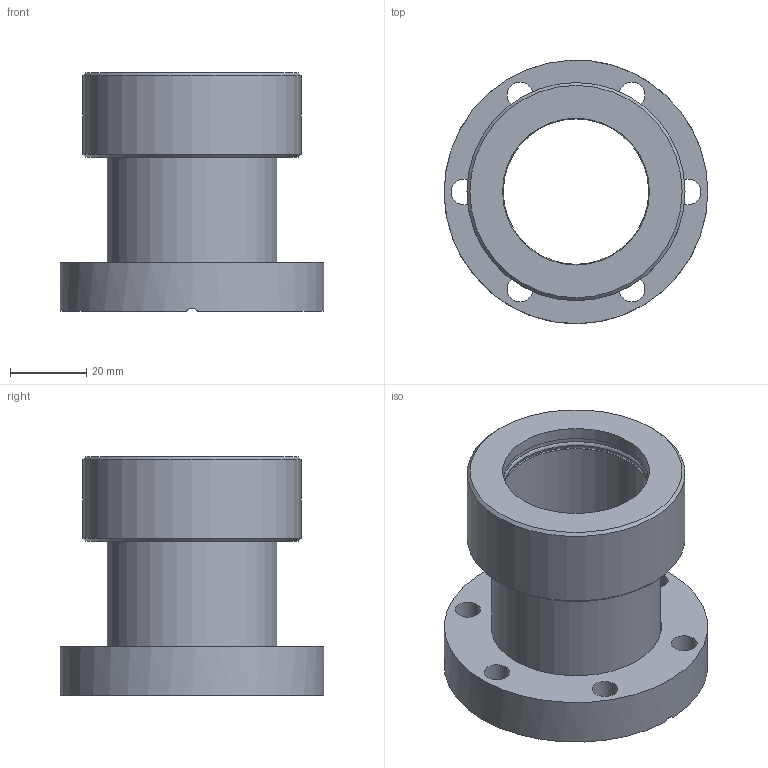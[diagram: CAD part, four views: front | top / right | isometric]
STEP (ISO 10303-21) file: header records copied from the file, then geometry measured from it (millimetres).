
FILE_DESCRIPTION(/* description */ (''),/* implementation_level */ '2;1');
FILE_NAME(/* name */ '5000618a.stp',/* time_stamp */ '2019-07-18T08:40:03-04:00',/* author */ ('Glen_C'),/* organization */ (''),/* preprocessor_version */ 'ST-DEVELOPER v16.13',/* originating_system */ 'Autodesk Inventor 2018',/* authorisation */ '');
FILE_SCHEMA (('AUTOMOTIVE_DESIGN { 1 0 10303 214 3 1 1 }'));
Length unit declared in the file: inch
Products named in the file (1): 5000618_S
Bounding box: 69.09 x 69.09 x 62.59 mm (x, y, z)
Volume: 69652.5 mm3; surface area: 32487.6 mm2
Topology: 1 solids, 4 shells, 49 faces, 108 edges, 72 vertices
Faces by surface type: cylinder 24, plane 15, cone 6, torus 4
Full cylindrical faces by diameter (mm): 6.731 x6, 38.1 x1, 38.481 x3, 41.275 x1, 42.012 x1, 44.45 x3, 44.704 x1, 48.489 x1, 48.514 x2, 49.428 x1, 57.15 x1, 69.088 x1
Entity records: 1312 total; most frequent: CARTESIAN_POINT 230, DIRECTION 214, ORIENTED_EDGE 130, EDGE_LOOP 106, AXIS2_PLACEMENT_3D 105, EDGE_CURVE 65, VERTEX_POINT 61, FACE_BOUND 57
